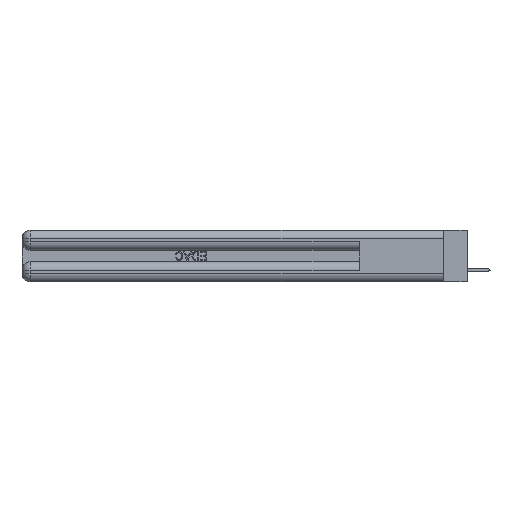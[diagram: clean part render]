
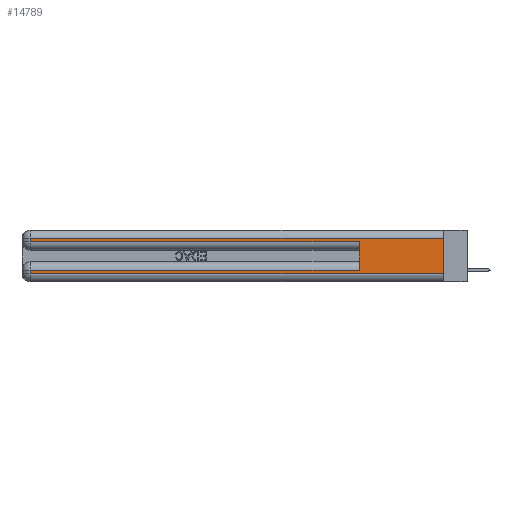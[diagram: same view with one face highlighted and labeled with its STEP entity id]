
A CAD part, left-side view. The second image highlights one B-rep face of the part: STEP entity #14789.
In plain terms, the highlighted planar face has unit normal (-1, 0, 0).
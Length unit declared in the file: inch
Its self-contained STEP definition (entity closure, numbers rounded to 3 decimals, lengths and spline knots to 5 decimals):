
#262 = EDGE_CURVE ( 'NONE', #22319, #3082, #3225, .T. ) ;
#946 = VERTEX_POINT ( 'NONE', #14547 ) ;
#1401 = FACE_OUTER_BOUND ( 'NONE', #26225, .T. ) ;
#1947 = VECTOR ( 'NONE', #14151, 39.37008 ) ;
#2337 = CARTESIAN_POINT ( 'NONE',  ( 0., 0.6, 0.085 ) ) ;
#2613 = DIRECTION ( 'NONE',  ( 0., 0., 1. ) ) ;
#2729 = PLANE ( 'NONE',  #22629 ) ;
#2757 = VECTOR ( 'NONE', #40479, 39.37008 ) ;
#3082 = VERTEX_POINT ( 'NONE', #12772 ) ;
#3143 = ORIENTED_EDGE ( 'NONE', *, *, #31234, .T. ) ;
#3225 = LINE ( 'NONE', #26586, #7906 ) ;
#3851 = LINE ( 'NONE', #32945, #11184 ) ;
#4008 = CARTESIAN_POINT ( 'NONE',  ( 0., 0., 0.06 ) ) ;
#4023 = EDGE_CURVE ( 'NONE', #946, #29100, #31635, .T. ) ;
#4129 = ORIENTED_EDGE ( 'NONE', *, *, #262, .T. ) ;
#4967 = ORIENTED_EDGE ( 'NONE', *, *, #4023, .T. ) ;
#5296 = VERTEX_POINT ( 'NONE', #2337 ) ;
#5599 = LINE ( 'NONE', #41535, #10831 ) ;
#5656 = CARTESIAN_POINT ( 'NONE',  ( 0., 2.94, 0.285 ) ) ;
#6594 = EDGE_CURVE ( 'NONE', #26122, #35085, #20681, .T. ) ;
#6613 = EDGE_CURVE ( 'NONE', #29100, #22319, #27496, .T. ) ;
#6655 = VECTOR ( 'NONE', #14975, 39.37008 ) ;
#7569 = ORIENTED_EDGE ( 'NONE', *, *, #28381, .F. ) ;
#7906 = VECTOR ( 'NONE', #36548, 39.37008 ) ;
#8269 = DIRECTION ( 'NONE',  ( 0., -1., 0. ) ) ;
#9164 = CARTESIAN_POINT ( 'NONE',  ( 0., 0., 0.37 ) ) ;
#9198 = EDGE_CURVE ( 'NONE', #5296, #3082, #3851, .T. ) ;
#9921 = EDGE_CURVE ( 'NONE', #5296, #26122, #21491, .T. ) ;
#10831 = VECTOR ( 'NONE', #21537, 39.37008 ) ;
#11184 = VECTOR ( 'NONE', #2613, 39.37008 ) ;
#11796 = ORIENTED_EDGE ( 'NONE', *, *, #9198, .F. ) ;
#12097 = CARTESIAN_POINT ( 'NONE',  ( 0., 2.94, 0.31 ) ) ;
#12373 = DIRECTION ( 'NONE',  ( 0., 1., 0. ) ) ;
#12772 = CARTESIAN_POINT ( 'NONE',  ( 0., 0.6, 0.285 ) ) ;
#13093 = DIRECTION ( 'NONE',  ( 0., 0., -1. ) ) ;
#14151 = DIRECTION ( 'NONE',  ( 0., 0., -1. ) ) ;
#14547 = CARTESIAN_POINT ( 'NONE',  ( 0., 0., 0.31 ) ) ;
#14789 = ADVANCED_FACE ( 'NONE', ( #1401 ), #2729, .F. ) ;
#14975 = DIRECTION ( 'NONE',  ( 0., 0., -1. ) ) ;
#16571 = CARTESIAN_POINT ( 'NONE',  ( 0., 2.94, 0.37 ) ) ;
#17682 = ORIENTED_EDGE ( 'NONE', *, *, #9921, .T. ) ;
#18296 = ORIENTED_EDGE ( 'NONE', *, *, #6594, .T. ) ;
#20492 = CARTESIAN_POINT ( 'NONE',  ( 0., 2.94, 0.37 ) ) ;
#20681 = LINE ( 'NONE', #20492, #1947 ) ;
#21491 = LINE ( 'NONE', #27359, #2757 ) ;
#21537 = DIRECTION ( 'NONE',  ( 0., 0., -1. ) ) ;
#22319 = VERTEX_POINT ( 'NONE', #5656 ) ;
#22629 = AXIS2_PLACEMENT_3D ( 'NONE', #9164, #39456, #13093 ) ;
#26122 = VERTEX_POINT ( 'NONE', #31786 ) ;
#26225 = EDGE_LOOP ( 'NONE', ( #7569, #4967, #36427, #4129, #11796, #17682, #18296, #3143 ) ) ;
#26586 = CARTESIAN_POINT ( 'NONE',  ( 0., 0., 0.285 ) ) ;
#26936 = VECTOR ( 'NONE', #8269, 39.37008 ) ;
#27359 = CARTESIAN_POINT ( 'NONE',  ( 0., 0., 0.085 ) ) ;
#27496 = LINE ( 'NONE', #16571, #6655 ) ;
#28230 = CARTESIAN_POINT ( 'NONE',  ( 0., 0., 0.31 ) ) ;
#28381 = EDGE_CURVE ( 'NONE', #946, #41561, #5599, .T. ) ;
#29100 = VERTEX_POINT ( 'NONE', #12097 ) ;
#31234 = EDGE_CURVE ( 'NONE', #35085, #41561, #41001, .T. ) ;
#31313 = CARTESIAN_POINT ( 'NONE',  ( 0., 0., 0.06 ) ) ;
#31635 = LINE ( 'NONE', #28230, #42562 ) ;
#31786 = CARTESIAN_POINT ( 'NONE',  ( 0., 2.94, 0.085 ) ) ;
#32945 = CARTESIAN_POINT ( 'NONE',  ( 0., 0.6, 0.145 ) ) ;
#35085 = VERTEX_POINT ( 'NONE', #40089 ) ;
#36427 = ORIENTED_EDGE ( 'NONE', *, *, #6613, .T. ) ;
#36548 = DIRECTION ( 'NONE',  ( 0., -1., 0. ) ) ;
#39456 = DIRECTION ( 'NONE',  ( 1., 0., 0. ) ) ;
#40089 = CARTESIAN_POINT ( 'NONE',  ( 0., 2.94, 0.06 ) ) ;
#40479 = DIRECTION ( 'NONE',  ( 0., 1., 0. ) ) ;
#41001 = LINE ( 'NONE', #31313, #26936 ) ;
#41535 = CARTESIAN_POINT ( 'NONE',  ( 0., 0., 0.37 ) ) ;
#41561 = VERTEX_POINT ( 'NONE', #4008 ) ;
#42562 = VECTOR ( 'NONE', #12373, 39.37008 ) ;
